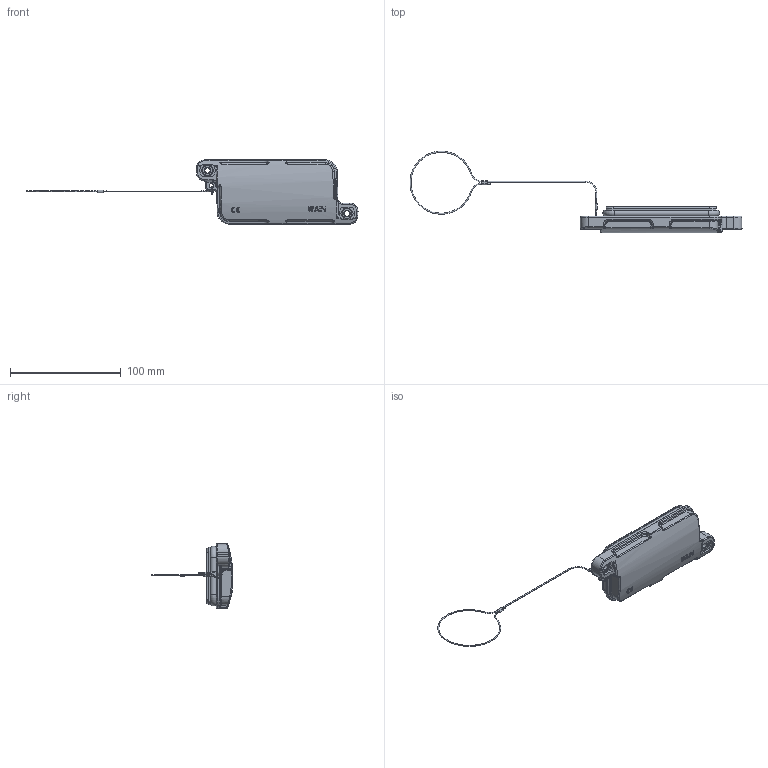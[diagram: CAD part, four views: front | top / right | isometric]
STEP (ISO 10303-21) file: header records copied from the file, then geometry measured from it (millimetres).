
FILE_DESCRIPTION(/* description */ (''),/* implementation_level */ '2;1');
FILE_NAME(/* name */ '3D_1136100208111_HP10B_H-MCV-2H_1_V1.1.stp',/* time_stamp */ '2024-01-12T12:56:53+08:00',/* author */ (''),/* organization */ (''),/* preprocessor_version */ 'ST-DEVELOPER v18.1',/* originating_system */ 'SIEMENS PLM Software NX 1980',/* authorisation */ '');
FILE_SCHEMA (('AP203_CONFIGURATION_CONTROLLED_3D_DESIGN_OF_MECHANICAL_PARTS_AND_ASSEMBLIES_MIM_LF { 1 0 10303 403 2 1 2}'));
Length unit declared in the file: millimetre
Products named in the file (1): temp2
Bounding box: 300.01 x 73.62 x 58 mm (x, y, z)
Volume: 46101 mm3; surface area: 31736.1 mm2
Topology: 1 solids, 1 shells, 452 faces, 1149 edges, 707 vertices
Faces by surface type: cylinder 158, plane 152, torus 68, bspline 39, cone 26, sphere 8, revolution 1
Entity records: 15859 total; most frequent: CARTESIAN_POINT 5601, ORIENTED_EDGE 2282, DIRECTION 1929, EDGE_CURVE 1141, AXIS2_PLACEMENT_3D 767, VERTEX_POINT 707, EDGE_LOOP 480, ADVANCED_FACE 452
